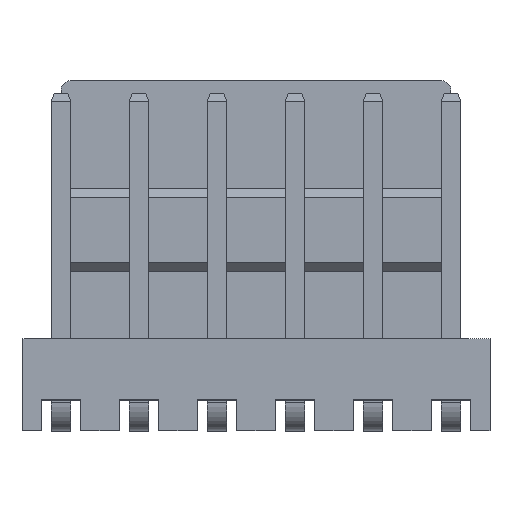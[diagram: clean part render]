
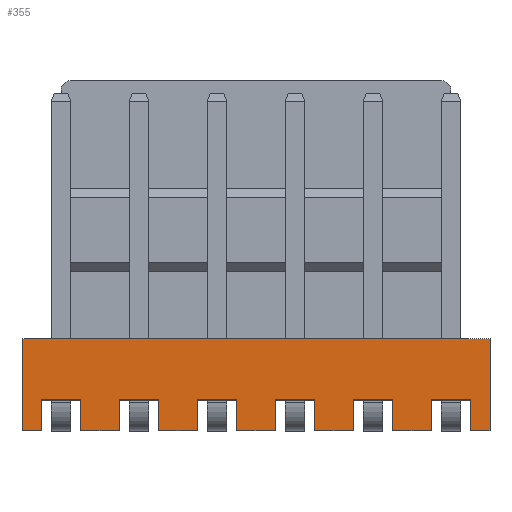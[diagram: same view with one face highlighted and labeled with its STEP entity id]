
A CAD part, top view. The second image highlights one B-rep face of the part: STEP entity #355.
In plain terms, the highlighted planar face has unit normal (0, 0, 1).
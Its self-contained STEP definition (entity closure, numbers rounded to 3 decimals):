
#355=ADVANCED_FACE('',(#1861),#1863,.T.);
#1861=FACE_BOUND('',#1862,.T.);
#1862=EDGE_LOOP('',(#3056,#3057,#3058,#3059,#3060,#3061,#3062,#3063,#3064,#3065,
#3066,#3067,#3068,#3069,#3070,#3071,#3072,#3073,#3074,#3075,#3076,#3077,#3078,#3079,
#3080,#3081,#3082,#3083));
#1863=PLANE('',#1864);
#1864=AXIS2_PLACEMENT_3D('',#1865,#1866,#1867);
#1865=CARTESIAN_POINT('',(-1.27,-0.32,5.9));
#1866=DIRECTION('',(0.,0.,1.));
#1867=DIRECTION('',(1.,0.,0.));
#3056=ORIENTED_EDGE('',*,*,#3764,.T.);
#3057=ORIENTED_EDGE('',*,*,#3842,.T.);
#3058=ORIENTED_EDGE('',*,*,#3841,.T.);
#3059=ORIENTED_EDGE('',*,*,#3838,.T.);
#3060=ORIENTED_EDGE('',*,*,#3832,.T.);
#3061=ORIENTED_EDGE('',*,*,#3830,.T.);
#3062=ORIENTED_EDGE('',*,*,#3829,.T.);
#3063=ORIENTED_EDGE('',*,*,#3826,.T.);
#3064=ORIENTED_EDGE('',*,*,#3820,.T.);
#3065=ORIENTED_EDGE('',*,*,#3818,.T.);
#3066=ORIENTED_EDGE('',*,*,#3817,.T.);
#3067=ORIENTED_EDGE('',*,*,#3814,.T.);
#3068=ORIENTED_EDGE('',*,*,#3808,.T.);
#3069=ORIENTED_EDGE('',*,*,#3806,.T.);
#3070=ORIENTED_EDGE('',*,*,#3805,.T.);
#3071=ORIENTED_EDGE('',*,*,#3802,.T.);
#3072=ORIENTED_EDGE('',*,*,#3796,.T.);
#3073=ORIENTED_EDGE('',*,*,#3794,.T.);
#3074=ORIENTED_EDGE('',*,*,#3793,.T.);
#3075=ORIENTED_EDGE('',*,*,#3791,.T.);
#3076=ORIENTED_EDGE('',*,*,#3723,.F.);
#3077=ORIENTED_EDGE('',*,*,#3786,.F.);
#3078=ORIENTED_EDGE('',*,*,#3784,.T.);
#3079=ORIENTED_EDGE('',*,*,#3783,.T.);
#3080=ORIENTED_EDGE('',*,*,#3776,.T.);
#3081=ORIENTED_EDGE('',*,*,#3774,.T.);
#3082=ORIENTED_EDGE('',*,*,#3772,.T.);
#3083=ORIENTED_EDGE('',*,*,#3770,.T.);
#3723=EDGE_CURVE('',#4184,#4186,#4187,.T.);
#3764=EDGE_CURVE('',#4263,#4261,#4264,.F.);
#3770=EDGE_CURVE('',#4274,#4263,#4275,.F.);
#3772=EDGE_CURVE('',#4277,#4274,#4278,.T.);
#3774=EDGE_CURVE('',#4280,#4277,#4281,.F.);
#3776=EDGE_CURVE('',#4283,#4280,#4284,.F.);
#3783=EDGE_CURVE('',#4294,#4283,#4296,.F.);
#3784=EDGE_CURVE('',#4297,#4294,#4298,.T.);
#3786=EDGE_CURVE('',#4297,#4184,#4300,.T.);
#3791=EDGE_CURVE('',#4306,#4186,#4308,.T.);
#3793=EDGE_CURVE('',#4309,#4306,#4311,.T.);
#3794=EDGE_CURVE('',#4312,#4309,#4313,.F.);
#3796=EDGE_CURVE('',#4315,#4312,#4316,.F.);
#3802=EDGE_CURVE('',#4326,#4315,#4327,.F.);
#3805=EDGE_CURVE('',#4329,#4326,#4331,.T.);
#3806=EDGE_CURVE('',#4332,#4329,#4333,.F.);
#3808=EDGE_CURVE('',#4335,#4332,#4336,.F.);
#3814=EDGE_CURVE('',#4346,#4335,#4347,.F.);
#3817=EDGE_CURVE('',#4349,#4346,#4351,.T.);
#3818=EDGE_CURVE('',#4352,#4349,#4353,.F.);
#3820=EDGE_CURVE('',#4355,#4352,#4356,.F.);
#3826=EDGE_CURVE('',#4366,#4355,#4367,.F.);
#3829=EDGE_CURVE('',#4369,#4366,#4371,.T.);
#3830=EDGE_CURVE('',#4372,#4369,#4373,.F.);
#3832=EDGE_CURVE('',#4375,#4372,#4376,.F.);
#3838=EDGE_CURVE('',#4386,#4375,#4387,.F.);
#3841=EDGE_CURVE('',#4389,#4386,#4391,.T.);
#3842=EDGE_CURVE('',#4261,#4389,#4392,.F.);
#4184=VERTEX_POINT('',#4952);
#4186=VERTEX_POINT('',#4956);
#4187=LINE('',#4957,#4958);
#4261=VERTEX_POINT('',#5111);
#4263=VERTEX_POINT('',#5115);
#4264=LINE('',#5116,#5117);
#4274=VERTEX_POINT('',#5138);
#4275=LINE('',#5139,#5140);
#4277=VERTEX_POINT('',#5145);
#4278=LINE('',#5146,#5147);
#4280=VERTEX_POINT('',#5152);
#4281=LINE('',#5153,#5154);
#4283=VERTEX_POINT('',#5159);
#4284=LINE('',#5160,#5161);
#4294=VERTEX_POINT('',#5182);
#4296=LINE('',#5186,#5187);
#4297=VERTEX_POINT('',#5189);
#4298=LINE('',#5190,#5191);
#4300=LINE('',#5196,#5197);
#4306=VERTEX_POINT('',#5210);
#4308=LINE('',#5214,#5215);
#4309=VERTEX_POINT('',#5217);
#4311=LINE('',#5221,#5222);
#4312=VERTEX_POINT('',#5224);
#4313=LINE('',#5225,#5226);
#4315=VERTEX_POINT('',#5231);
#4316=LINE('',#5232,#5233);
#4326=VERTEX_POINT('',#5254);
#4327=LINE('',#5255,#5256);
#4329=VERTEX_POINT('',#5261);
#4331=LINE('',#5265,#5266);
#4332=VERTEX_POINT('',#5268);
#4333=LINE('',#5269,#5270);
#4335=VERTEX_POINT('',#5275);
#4336=LINE('',#5276,#5277);
#4346=VERTEX_POINT('',#5298);
#4347=LINE('',#5299,#5300);
#4349=VERTEX_POINT('',#5305);
#4351=LINE('',#5309,#5310);
#4352=VERTEX_POINT('',#5312);
#4353=LINE('',#5313,#5314);
#4355=VERTEX_POINT('',#5319);
#4356=LINE('',#5320,#5321);
#4366=VERTEX_POINT('',#5342);
#4367=LINE('',#5343,#5344);
#4369=VERTEX_POINT('',#5349);
#4371=LINE('',#5353,#5354);
#4372=VERTEX_POINT('',#5356);
#4373=LINE('',#5357,#5358);
#4375=VERTEX_POINT('',#5363);
#4376=LINE('',#5364,#5365);
#4386=VERTEX_POINT('',#5386);
#4387=LINE('',#5387,#5388);
#4389=VERTEX_POINT('',#5393);
#4391=LINE('',#5397,#5398);
#4392=LINE('',#5400,#5401);
#4952=CARTESIAN_POINT('',(-1.27,2.68,5.9));
#4956=CARTESIAN_POINT('',(13.97,2.68,5.9));
#4957=CARTESIAN_POINT('',(-1.27,2.68,5.9));
#4958=VECTOR('',#4959,1.);
#4959=DIRECTION('',(1.,0.,0.));
#5111=CARTESIAN_POINT('',(3.19,0.68,5.9));
#5115=CARTESIAN_POINT('',(1.89,0.68,5.9));
#5116=CARTESIAN_POINT('',(3.19,0.68,5.9));
#5117=VECTOR('',#5118,1.);
#5118=DIRECTION('',(-1.,0.,0.));
#5138=CARTESIAN_POINT('',(1.89,-0.32,5.9));
#5139=CARTESIAN_POINT('',(1.89,0.68,5.9));
#5140=VECTOR('',#5141,1.);
#5141=DIRECTION('',(0.,-1.,0.));
#5145=CARTESIAN_POINT('',(0.65,-0.32,5.9));
#5146=CARTESIAN_POINT('',(0.65,-0.32,5.9));
#5147=VECTOR('',#5148,1.);
#5148=DIRECTION('',(1.,0.,0.));
#5152=CARTESIAN_POINT('',(0.65,0.68,5.9));
#5153=CARTESIAN_POINT('',(0.65,-0.32,5.9));
#5154=VECTOR('',#5155,1.);
#5155=DIRECTION('',(0.,1.,0.));
#5159=CARTESIAN_POINT('',(-0.65,0.68,5.9));
#5160=CARTESIAN_POINT('',(0.65,0.68,5.9));
#5161=VECTOR('',#5162,1.);
#5162=DIRECTION('',(-1.,0.,0.));
#5182=CARTESIAN_POINT('',(-0.65,-0.32,5.9));
#5186=CARTESIAN_POINT('',(-0.65,0.68,5.9));
#5187=VECTOR('',#5188,1.);
#5188=DIRECTION('',(0.,-1.,0.));
#5189=CARTESIAN_POINT('',(-1.27,-0.32,5.9));
#5190=CARTESIAN_POINT('',(-1.27,-0.32,5.9));
#5191=VECTOR('',#5192,1.);
#5192=DIRECTION('',(1.,0.,0.));
#5196=CARTESIAN_POINT('',(-1.27,-0.32,5.9));
#5197=VECTOR('',#5198,1.);
#5198=DIRECTION('',(0.,1.,0.));
#5210=CARTESIAN_POINT('',(13.97,-0.32,5.9));
#5214=CARTESIAN_POINT('',(13.97,-0.32,5.9));
#5215=VECTOR('',#5216,1.);
#5216=DIRECTION('',(0.,1.,0.));
#5217=CARTESIAN_POINT('',(13.35,-0.32,5.9));
#5221=CARTESIAN_POINT('',(13.35,-0.32,5.9));
#5222=VECTOR('',#5223,1.);
#5223=DIRECTION('',(1.,0.,0.));
#5224=CARTESIAN_POINT('',(13.35,0.68,5.9));
#5225=CARTESIAN_POINT('',(13.35,-0.32,5.9));
#5226=VECTOR('',#5227,1.);
#5227=DIRECTION('',(0.,1.,0.));
#5231=CARTESIAN_POINT('',(12.05,0.68,5.9));
#5232=CARTESIAN_POINT('',(13.35,0.68,5.9));
#5233=VECTOR('',#5234,1.);
#5234=DIRECTION('',(-1.,0.,0.));
#5254=CARTESIAN_POINT('',(12.05,-0.32,5.9));
#5255=CARTESIAN_POINT('',(12.05,0.68,5.9));
#5256=VECTOR('',#5257,1.);
#5257=DIRECTION('',(0.,-1.,0.));
#5261=CARTESIAN_POINT('',(10.81,-0.32,5.9));
#5265=CARTESIAN_POINT('',(10.81,-0.32,5.9));
#5266=VECTOR('',#5267,1.);
#5267=DIRECTION('',(1.,0.,0.));
#5268=CARTESIAN_POINT('',(10.81,0.68,5.9));
#5269=CARTESIAN_POINT('',(10.81,-0.32,5.9));
#5270=VECTOR('',#5271,1.);
#5271=DIRECTION('',(0.,1.,0.));
#5275=CARTESIAN_POINT('',(9.51,0.68,5.9));
#5276=CARTESIAN_POINT('',(10.81,0.68,5.9));
#5277=VECTOR('',#5278,1.);
#5278=DIRECTION('',(-1.,0.,0.));
#5298=CARTESIAN_POINT('',(9.51,-0.32,5.9));
#5299=CARTESIAN_POINT('',(9.51,0.68,5.9));
#5300=VECTOR('',#5301,1.);
#5301=DIRECTION('',(0.,-1.,0.));
#5305=CARTESIAN_POINT('',(8.27,-0.32,5.9));
#5309=CARTESIAN_POINT('',(8.27,-0.32,5.9));
#5310=VECTOR('',#5311,1.);
#5311=DIRECTION('',(1.,0.,0.));
#5312=CARTESIAN_POINT('',(8.27,0.68,5.9));
#5313=CARTESIAN_POINT('',(8.27,-0.32,5.9));
#5314=VECTOR('',#5315,1.);
#5315=DIRECTION('',(0.,1.,0.));
#5319=CARTESIAN_POINT('',(6.97,0.68,5.9));
#5320=CARTESIAN_POINT('',(8.27,0.68,5.9));
#5321=VECTOR('',#5322,1.);
#5322=DIRECTION('',(-1.,0.,0.));
#5342=CARTESIAN_POINT('',(6.97,-0.32,5.9));
#5343=CARTESIAN_POINT('',(6.97,0.68,5.9));
#5344=VECTOR('',#5345,1.);
#5345=DIRECTION('',(0.,-1.,0.));
#5349=CARTESIAN_POINT('',(5.73,-0.32,5.9));
#5353=CARTESIAN_POINT('',(5.73,-0.32,5.9));
#5354=VECTOR('',#5355,1.);
#5355=DIRECTION('',(1.,0.,0.));
#5356=CARTESIAN_POINT('',(5.73,0.68,5.9));
#5357=CARTESIAN_POINT('',(5.73,-0.32,5.9));
#5358=VECTOR('',#5359,1.);
#5359=DIRECTION('',(0.,1.,0.));
#5363=CARTESIAN_POINT('',(4.43,0.68,5.9));
#5364=CARTESIAN_POINT('',(5.73,0.68,5.9));
#5365=VECTOR('',#5366,1.);
#5366=DIRECTION('',(-1.,0.,0.));
#5386=CARTESIAN_POINT('',(4.43,-0.32,5.9));
#5387=CARTESIAN_POINT('',(4.43,0.68,5.9));
#5388=VECTOR('',#5389,1.);
#5389=DIRECTION('',(0.,-1.,0.));
#5393=CARTESIAN_POINT('',(3.19,-0.32,5.9));
#5397=CARTESIAN_POINT('',(3.19,-0.32,5.9));
#5398=VECTOR('',#5399,1.);
#5399=DIRECTION('',(1.,0.,0.));
#5400=CARTESIAN_POINT('',(3.19,-0.32,5.9));
#5401=VECTOR('',#5402,1.);
#5402=DIRECTION('',(0.,1.,0.));
